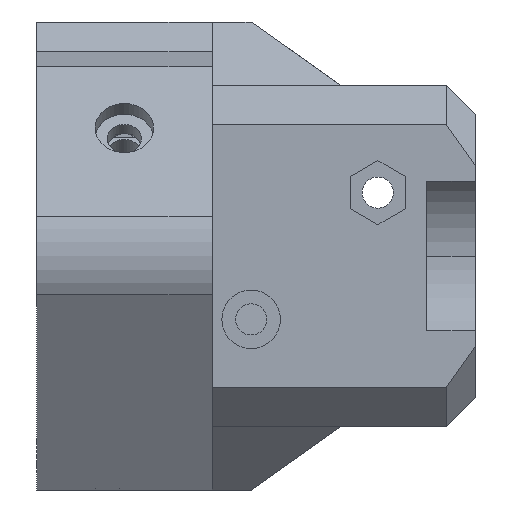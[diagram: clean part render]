
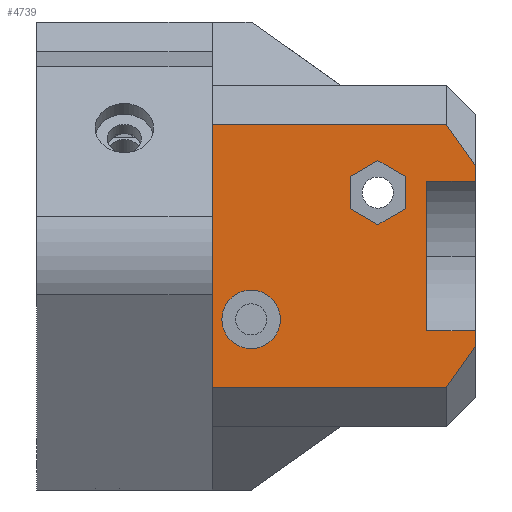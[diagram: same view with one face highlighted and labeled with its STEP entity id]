
A CAD part, left-side view. The second image highlights one B-rep face of the part: STEP entity #4739.
In plain terms, the highlighted planar face has unit normal (-1, 0, 0).
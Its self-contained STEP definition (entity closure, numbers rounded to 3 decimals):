
#3176=CARTESIAN_POINT('Line Origine',(-16.5,-24.5,-7.685)) ;
#3180=CARTESIAN_POINT('Vertex',(-16.5,-27.,-7.685)) ;
#3182=CARTESIAN_POINT('Vertex',(-16.5,-22.,-7.685)) ;
#3220=CARTESIAN_POINT('Vertex',(-16.5,-22.,7.685)) ;
#3223=CARTESIAN_POINT('Line Origine',(-16.5,-22.,0.)) ;
#3234=CARTESIAN_POINT('Line Origine',(-16.5,-24.5,7.685)) ;
#3238=CARTESIAN_POINT('Vertex',(-16.5,-27.,7.685)) ;
#3262=CARTESIAN_POINT('Vertex',(-16.5,-7.,-6.5)) ;
#3267=CARTESIAN_POINT('Axis2P3D Location',(-16.5,-4.,-6.5)) ;
#3271=CARTESIAN_POINT('Vertex',(-16.5,-1.,-6.5)) ;
#3293=CARTESIAN_POINT('Axis2P3D Location',(-16.5,-4.,-6.5)) ;
#3319=CARTESIAN_POINT('Vertex',(-16.5,-14.15,8.145)) ;
#3324=CARTESIAN_POINT('Line Origine',(-16.5,-14.15,6.5)) ;
#3328=CARTESIAN_POINT('Vertex',(-16.5,-14.15,4.855)) ;
#3359=CARTESIAN_POINT('Vertex',(-16.5,-17.,9.791)) ;
#3364=CARTESIAN_POINT('Line Origine',(-16.5,-15.575,8.968)) ;
#3390=CARTESIAN_POINT('Vertex',(-16.5,-19.85,8.145)) ;
#3395=CARTESIAN_POINT('Line Origine',(-16.5,-18.425,8.968)) ;
#3421=CARTESIAN_POINT('Vertex',(-16.5,-19.85,4.855)) ;
#3426=CARTESIAN_POINT('Line Origine',(-16.5,-19.85,6.5)) ;
#3452=CARTESIAN_POINT('Vertex',(-16.5,-17.,3.209)) ;
#3457=CARTESIAN_POINT('Line Origine',(-16.5,-18.425,4.032)) ;
#3479=CARTESIAN_POINT('Line Origine',(-16.5,-15.575,4.032)) ;
#4431=CARTESIAN_POINT('Line Origine',(-16.5,-13.5,-13.5)) ;
#4435=CARTESIAN_POINT('Vertex',(-16.5,0.,-13.5)) ;
#4437=CARTESIAN_POINT('Vertex',(-16.5,-24.,-13.5)) ;
#4481=CARTESIAN_POINT('Vertex',(-16.5,-27.,-9.257)) ;
#4485=CARTESIAN_POINT('Control Point',(-16.5,-27.,-9.257)) ;
#4486=CARTESIAN_POINT('Control Point',(-16.5,-24.,-13.5)) ;
#4657=CARTESIAN_POINT('Vertex',(-16.5,-24.,13.5)) ;
#4673=CARTESIAN_POINT('Vertex',(-16.5,0.,13.5)) ;
#4676=CARTESIAN_POINT('Line Origine',(-16.5,-13.5,13.5)) ;
#4688=CARTESIAN_POINT('Axis2P3D Location',(-16.5,0.,17.5)) ;
#4693=CARTESIAN_POINT('Line Origine',(-16.5,0.,0.)) ;
#4698=CARTESIAN_POINT('Line Origine',(-16.5,-27.,-8.471)) ;
#4703=CARTESIAN_POINT('Line Origine',(-16.5,-27.,8.471)) ;
#4707=CARTESIAN_POINT('Vertex',(-16.5,-27.,9.257)) ;
#4710=CARTESIAN_POINT('Line Origine',(-16.5,-25.5,11.379)) ;
#3177=DIRECTION('Vector Direction',(0.,-1.,0.)) ;
#3224=DIRECTION('Vector Direction',(0.,0.,-1.)) ;
#3235=DIRECTION('Vector Direction',(0.,-1.,0.)) ;
#3268=DIRECTION('Axis2P3D Direction',(-1.,0.,0.)) ;
#3294=DIRECTION('Axis2P3D Direction',(-1.,0.,0.)) ;
#3325=DIRECTION('Vector Direction',(0.,0.,-1.)) ;
#3365=DIRECTION('Vector Direction',(0.,0.866,-0.5)) ;
#3396=DIRECTION('Vector Direction',(0.,0.866,0.5)) ;
#3427=DIRECTION('Vector Direction',(0.,0.,1.)) ;
#3458=DIRECTION('Vector Direction',(0.,-0.866,0.5)) ;
#3480=DIRECTION('Vector Direction',(0.,-0.866,-0.5)) ;
#4432=DIRECTION('Vector Direction',(0.,-1.,0.)) ;
#4677=DIRECTION('Vector Direction',(0.,-1.,0.)) ;
#4689=DIRECTION('Axis2P3D Direction',(-1.,-0.,-0.)) ;
#4690=DIRECTION('Axis2P3D XDirection',(0.,0.,-1.)) ;
#4694=DIRECTION('Vector Direction',(0.,0.,-1.)) ;
#4699=DIRECTION('Vector Direction',(0.,0.,-1.)) ;
#4704=DIRECTION('Vector Direction',(0.,0.,-1.)) ;
#4711=DIRECTION('Vector Direction',(0.,-0.577,-0.816)) ;
#3269=AXIS2_PLACEMENT_3D('Circle Axis2P3D',#3267,#3268,$) ;
#3295=AXIS2_PLACEMENT_3D('Circle Axis2P3D',#3293,#3294,$) ;
#4691=AXIS2_PLACEMENT_3D('Plane Axis2P3D',#4688,#4689,#4690) ;
#4716=ORIENTED_EDGE('',*,*,#4680,.F.) ;
#4717=ORIENTED_EDGE('',*,*,#4697,.T.) ;
#4718=ORIENTED_EDGE('',*,*,#4439,.T.) ;
#4719=ORIENTED_EDGE('',*,*,#4487,.F.) ;
#4720=ORIENTED_EDGE('',*,*,#4702,.F.) ;
#4721=ORIENTED_EDGE('',*,*,#3184,.T.) ;
#4722=ORIENTED_EDGE('',*,*,#3227,.F.) ;
#4723=ORIENTED_EDGE('',*,*,#3240,.F.) ;
#4724=ORIENTED_EDGE('',*,*,#4709,.F.) ;
#4725=ORIENTED_EDGE('',*,*,#4714,.F.) ;
#4728=ORIENTED_EDGE('',*,*,#3273,.F.) ;
#4729=ORIENTED_EDGE('',*,*,#3297,.F.) ;
#4732=ORIENTED_EDGE('',*,*,#3330,.F.) ;
#4733=ORIENTED_EDGE('',*,*,#3368,.F.) ;
#4734=ORIENTED_EDGE('',*,*,#3399,.F.) ;
#4735=ORIENTED_EDGE('',*,*,#3430,.F.) ;
#4736=ORIENTED_EDGE('',*,*,#3461,.F.) ;
#4737=ORIENTED_EDGE('',*,*,#3483,.F.) ;
#4730=FACE_BOUND('',#4727,.T.) ;
#4738=FACE_BOUND('',#4731,.T.) ;
#3178=VECTOR('Line Direction',#3177,1.) ;
#3225=VECTOR('Line Direction',#3224,1.) ;
#3236=VECTOR('Line Direction',#3235,1.) ;
#3326=VECTOR('Line Direction',#3325,1.) ;
#3366=VECTOR('Line Direction',#3365,1.) ;
#3397=VECTOR('Line Direction',#3396,1.) ;
#3428=VECTOR('Line Direction',#3427,1.) ;
#3459=VECTOR('Line Direction',#3458,1.) ;
#3481=VECTOR('Line Direction',#3480,1.) ;
#4433=VECTOR('Line Direction',#4432,1.) ;
#4678=VECTOR('Line Direction',#4677,1.) ;
#4695=VECTOR('Line Direction',#4694,1.) ;
#4700=VECTOR('Line Direction',#4699,1.) ;
#4705=VECTOR('Line Direction',#4704,1.) ;
#4712=VECTOR('Line Direction',#4711,1.) ;
#4739=ADVANCED_FACE('Corps principal',(#4726,#4730,#4738),#4692,.T.) ;
#4484=B_SPLINE_CURVE_WITH_KNOTS('',1,(#4485,#4486),.UNSPECIFIED.,.F.,.U.,(2,2),(-2.598,2.598),.UNSPECIFIED.) ;
#3270=CIRCLE('generated circle',#3269,3.) ;
#3296=CIRCLE('generated circle',#3295,3.) ;
#3184=EDGE_CURVE('',#3181,#3183,#3179,.F.) ;
#3227=EDGE_CURVE('',#3221,#3183,#3226,.T.) ;
#3240=EDGE_CURVE('',#3239,#3221,#3237,.F.) ;
#3273=EDGE_CURVE('',#3263,#3272,#3270,.T.) ;
#3297=EDGE_CURVE('',#3272,#3263,#3296,.T.) ;
#3330=EDGE_CURVE('',#3320,#3329,#3327,.T.) ;
#3368=EDGE_CURVE('',#3360,#3320,#3367,.T.) ;
#3399=EDGE_CURVE('',#3391,#3360,#3398,.T.) ;
#3430=EDGE_CURVE('',#3422,#3391,#3429,.T.) ;
#3461=EDGE_CURVE('',#3453,#3422,#3460,.T.) ;
#3483=EDGE_CURVE('',#3329,#3453,#3482,.T.) ;
#4439=EDGE_CURVE('',#4436,#4438,#4434,.T.) ;
#4487=EDGE_CURVE('',#4482,#4438,#4484,.T.) ;
#4680=EDGE_CURVE('',#4674,#4658,#4679,.T.) ;
#4697=EDGE_CURVE('',#4674,#4436,#4696,.T.) ;
#4702=EDGE_CURVE('',#3181,#4482,#4701,.T.) ;
#4709=EDGE_CURVE('',#4708,#3239,#4706,.T.) ;
#4714=EDGE_CURVE('',#4658,#4708,#4713,.T.) ;
#4715=EDGE_LOOP('',(#4716,#4717,#4718,#4719,#4720,#4721,#4722,#4723,#4724,#4725)) ;
#4727=EDGE_LOOP('',(#4728,#4729)) ;
#4731=EDGE_LOOP('',(#4732,#4733,#4734,#4735,#4736,#4737)) ;
#4726=FACE_OUTER_BOUND('',#4715,.T.) ;
#3179=LINE('Line',#3176,#3178) ;
#3226=LINE('Line',#3223,#3225) ;
#3237=LINE('Line',#3234,#3236) ;
#3327=LINE('Line',#3324,#3326) ;
#3367=LINE('Line',#3364,#3366) ;
#3398=LINE('Line',#3395,#3397) ;
#3429=LINE('Line',#3426,#3428) ;
#3460=LINE('Line',#3457,#3459) ;
#3482=LINE('Line',#3479,#3481) ;
#4434=LINE('Line',#4431,#4433) ;
#4679=LINE('Line',#4676,#4678) ;
#4696=LINE('Line',#4693,#4695) ;
#4701=LINE('Line',#4698,#4700) ;
#4706=LINE('Line',#4703,#4705) ;
#4713=LINE('Line',#4710,#4712) ;
#4692=PLANE('',#4691) ;
#3181=VERTEX_POINT('',#3180) ;
#3183=VERTEX_POINT('',#3182) ;
#3221=VERTEX_POINT('',#3220) ;
#3239=VERTEX_POINT('',#3238) ;
#3263=VERTEX_POINT('',#3262) ;
#3272=VERTEX_POINT('',#3271) ;
#3320=VERTEX_POINT('',#3319) ;
#3329=VERTEX_POINT('',#3328) ;
#3360=VERTEX_POINT('',#3359) ;
#3391=VERTEX_POINT('',#3390) ;
#3422=VERTEX_POINT('',#3421) ;
#3453=VERTEX_POINT('',#3452) ;
#4436=VERTEX_POINT('',#4435) ;
#4438=VERTEX_POINT('',#4437) ;
#4482=VERTEX_POINT('',#4481) ;
#4658=VERTEX_POINT('',#4657) ;
#4674=VERTEX_POINT('',#4673) ;
#4708=VERTEX_POINT('',#4707) ;
